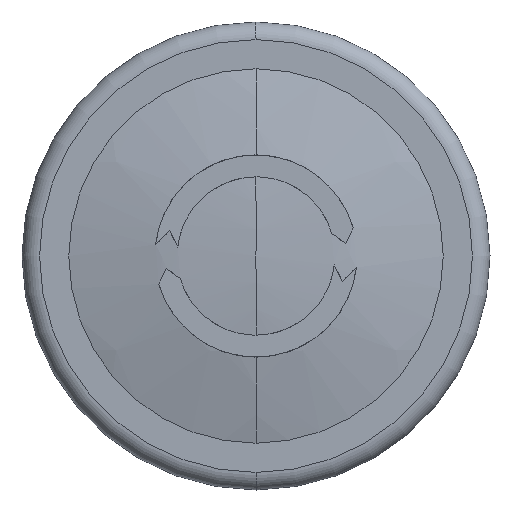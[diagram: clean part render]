
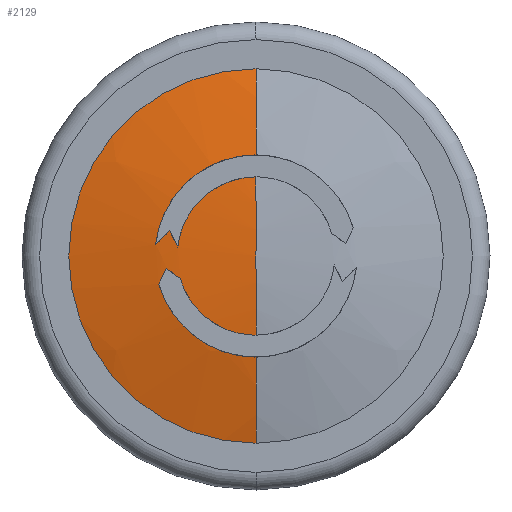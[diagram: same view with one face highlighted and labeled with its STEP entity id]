
A CAD part, left-side view. The second image highlights one B-rep face of the part: STEP entity #2129.
In plain terms, the highlighted spherical face has radius 90.915 mm.
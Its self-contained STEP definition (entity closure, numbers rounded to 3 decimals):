
#1683=CARTESIAN_POINT('POINT671',(-32.263,
   11.086,3.251));
#1684=VERTEX_POINT('VERTEX671',#1683);
#1685=CARTESIAN_POINT('POINT672',(-32.07,
   12.883,1.471));
#1686=VERTEX_POINT('VERTEX672',#1685);
#1687=CARTESIAN_POINT('POS1062',(57.915,
   7.115,7.184));
#1688=DIRECTION('DIR1685',(0.,-0.704,
   -0.71));
#1689=DIRECTION('DIR1686',(0.,-0.71,
   0.704));
#1690=AXIS2_PLACEMENT_3D('AXIS624',#1687,#1688,#1689);
#1691=CIRCLE('ELLIPSE335',#1690,90.35);
#1692=EDGE_CURVE('EDGE1001',#1684,#1686,#1691,.T.);
#1715=CARTESIAN_POINT('POINT673',(-32.439,
   10.02,1.144));
#1716=VERTEX_POINT('VERTEX673',#1715);
#1717=CARTESIAN_POINT('POS1066',(57.915,
   7.517,-3.803));
#1718=DIRECTION('DIR1691',(0.,0.892,
   -0.451));
#1719=DIRECTION('DIR1692',(0.,-0.451,
   -0.892));
#1720=AXIS2_PLACEMENT_3D('AXIS626',#1717,#1718,#1719);
#1721=CIRCLE('ELLIPSE336',#1720,90.523);
#1722=EDGE_CURVE('EDGE1004',#1716,#1684,#1721,.T.);
#1740=CARTESIAN_POINT('POINT674',(-32.258,
   11.484,-1.577));
#1741=VERTEX_POINT('VERTEX674',#1740);
#1742=CARTESIAN_POINT('POINT675',(-32.433,
   9.716,-2.898));
#1743=VERTEX_POINT('VERTEX675',#1742);
#1744=CARTESIAN_POINT('POS1069',(57.915,
   4.871,-6.518));
#1745=DIRECTION('DIR1696',(0.,-0.599
   ,0.801));
#1746=DIRECTION('DIR1697',(0.,0.801,
   0.599));
#1747=AXIS2_PLACEMENT_3D('AXIS628',#1744,#1745,#1746);
#1748=CIRCLE('ELLIPSE337',#1747,90.55);
#1749=EDGE_CURVE('EDGE1006',#1741,#1743,#1748,.T.);
#1772=CARTESIAN_POINT('POINT676',(-32.07,
   12.456,-3.604));
#1773=VERTEX_POINT('VERTEX676',#1772);
#1774=CARTESIAN_POINT('POS1073',(57.915,
   8.724,4.182));
#1775=DIRECTION('DIR1702',(0.,0.902,
   0.432));
#1776=DIRECTION('DIR1703',(0.,0.432,
   -0.902));
#1777=AXIS2_PLACEMENT_3D('AXIS630',#1774,#1775,#1776);
#1778=CIRCLE('ELLIPSE338',#1777,90.398);
#1779=EDGE_CURVE('EDGE1009',#1773,#1741,#1778,.T.);
#1799=CARTESIAN_POINT('POINT678',(-32.07,
   0.,-12.967));
#1800=VERTEX_POINT('VERTEX678',#1799);
#1801=CARTESIAN_POINT('POS1076',(-32.07,
   0.,0.));
#1802=DIRECTION('DIR1707',(1.,0.,
   0.));
#1803=DIRECTION('DIR1708',(0.,0.961,
   -0.278));
#1804=AXIS2_PLACEMENT_3D('AXIS632',#1801,#1802,#1803);
#1805=CIRCLE('ELLIPSE339',#1804,12.967);
#1816=EDGE_CURVE('EDGE1013',#1800,#1773,#1805,.T.);
#1876=CARTESIAN_POINT('POINT681',(-32.432,
   0.,-10.14));
#1877=VERTEX_POINT('VERTEX681',#1876);
#1878=B_SPLINE_CURVE_WITH_KNOTS('SPLINE_CRV17',3,(#1879,#1880,#1881,
   #1882,#1883,#1884,#1885,#1886,#1887,#1888),.UNSPECIFIED.,.F.,.F.,(4,2
   ,2,2,4),(-1.047,-0.899,
   -0.749,-0.599,-0.556)
   ,.UNSPECIFIED.);
#1879=CARTESIAN_POINT('',(-32.433,9.716,
   -2.898));
#1880=CARTESIAN_POINT('',(-32.432,9.338,
   -4.176));
#1881=CARTESIAN_POINT('',(-32.432,8.695,
   -5.374));
#1882=CARTESIAN_POINT('',(-32.432,7.117,
   -7.344));
#1883=CARTESIAN_POINT('',(-32.431,6.073,
   -8.241));
#1884=CARTESIAN_POINT('',(-32.432,3.712,
   -9.54));
#1885=CARTESIAN_POINT('',(-32.432,2.394,
   -9.94));
#1886=CARTESIAN_POINT('',(-32.432,0.763,
   -10.12));
#1887=CARTESIAN_POINT('',(-32.432,0.384,
   -10.141));
#1888=CARTESIAN_POINT('',(-32.432,0.,
   -10.14));
#1889=EDGE_CURVE('EDGE1018',#1743,#1877,#1878,.T.);
#1917=CARTESIAN_POINT('POINT683',(-32.432,
   0.,10.14));
#1918=VERTEX_POINT('VERTEX683',#1917);
#1940=B_SPLINE_CURVE_WITH_KNOTS('SPLINE_CRV20',3,(#1941,#1942,#1943,
   #1944,#1945,#1946,#1947,#1948,#1949,#1950),.UNSPECIFIED.,.F.,.F.,(4,2
   ,2,2,4),(-0.556,-0.45,
   -0.3,-0.15,0.),.UNSPECIFIED.
   );
#1941=CARTESIAN_POINT('',(-32.432,0.,
   10.14));
#1942=CARTESIAN_POINT('',(-32.433,0.926,
   10.138));
#1943=CARTESIAN_POINT('',(-32.433,1.88,
   10.005));
#1944=CARTESIAN_POINT('',(-32.434,4.089,
   9.363));
#1945=CARTESIAN_POINT('',(-32.434,5.304,
   8.715));
#1946=CARTESIAN_POINT('',(-32.436,7.284,
   7.128));
#1947=CARTESIAN_POINT('',(-32.436,8.182,
   6.084));
#1948=CARTESIAN_POINT('',(-32.437,9.48,
   3.722));
#1949=CARTESIAN_POINT('',(-32.438,9.881,
   2.405));
#1950=CARTESIAN_POINT('',(-32.439,10.02,
   1.144));
#1951=EDGE_CURVE('EDGE1022',#1918,#1716,#1940,.T.);
#2011=CARTESIAN_POINT('POINT686',(-32.07,
   0.,12.967));
#2012=VERTEX_POINT('VERTEX686',#2011);
#2013=CARTESIAN_POINT('POS1094',(-32.07,
   0.,0.));
#2014=DIRECTION('DIR1737',(1.,0.,
   0.));
#2015=DIRECTION('DIR1738',(0.,-0.961,
   0.278));
#2016=AXIS2_PLACEMENT_3D('AXIS644',#2013,#2014,#2015);
#2017=CIRCLE('ELLIPSE344',#2016,12.967);
#2018=EDGE_CURVE('EDGE1027',#1686,#2012,#2017,.T.);
#2073=CARTESIAN_POINT('POINT689',(-29.775,0.,
   24.));
#2074=VERTEX_POINT('VERTEX689',#2073);
#2075=CARTESIAN_POINT('POS1100',(57.915,
   0.,0.));
#2076=DIRECTION('DIR1747',(0.,-1.,
   0.));
#2077=DIRECTION('DIR1748',(0.,0.,1.));
#2078=AXIS2_PLACEMENT_3D('AXIS648',#2075,#2076,#2077);
#2079=CIRCLE('ELLIPSE346',#2078,90.914);
#2080=EDGE_CURVE('EDGE1033',#2074,#2012,#2079,.T.);
#2081=ORIENTED_EDGE('COEDGE2047',*,*,#2080,.F.);
#2082=CARTESIAN_POINT('POINT690',(-29.775,0.,
   -24.));
#2083=VERTEX_POINT('VERTEX690',#2082);
#2084=CARTESIAN_POINT('POS1101',(-29.775,0.,
   0.));
#2085=DIRECTION('DIR1749',(1.,0.,0.));
#2086=DIRECTION('DIR1750',(0.,0.,
   1.));
#2087=AXIS2_PLACEMENT_3D('AXIS649',#2084,#2085,#2086);
#2088=CIRCLE('ELLIPSE347',#2087,24.);
#2089=EDGE_CURVE('EDGE1034',#2083,#2074,#2088,.T.);
#2090=ORIENTED_EDGE('COEDGE2048',*,*,#2089,.F.);
#2091=CARTESIAN_POINT('POS1102',(57.915,
   0.,0.));
#2092=DIRECTION('DIR1751',(0.,-1.,
   0.));
#2093=DIRECTION('DIR1752',(0.,0.,1.));
#2094=AXIS2_PLACEMENT_3D('AXIS650',#2091,#2092,#2093);
#2095=CIRCLE('ELLIPSE348',#2094,90.914);
#2096=EDGE_CURVE('EDGE1035',#1800,#2083,#2095,.T.);
#2097=ORIENTED_EDGE('COEDGE2049',*,*,#2096,.F.);
#2098=ORIENTED_EDGE('COEDGE2050',*,*,#1816,.T.);
#2099=ORIENTED_EDGE('COEDGE2051',*,*,#1779,.T.);
#2100=ORIENTED_EDGE('COEDGE2052',*,*,#1749,.T.);
#2101=ORIENTED_EDGE('COEDGE2053',*,*,#1889,.T.);
#2102=CARTESIAN_POINT('POINT691',(-33.,0.,
   0.));
#2103=VERTEX_POINT('VERTEX691',#2102);
#2104=CARTESIAN_POINT('POS1103',(57.915,
   0.,0.));
#2105=DIRECTION('DIR1753',(0.,-1.,
   0.));
#2106=DIRECTION('DIR1754',(0.,0.,1.));
#2107=AXIS2_PLACEMENT_3D('AXIS651',#2104,#2105,#2106);
#2108=CIRCLE('ELLIPSE349',#2107,90.914);
#2109=EDGE_CURVE('EDGE1036',#2103,#1877,#2108,.T.);
#2110=ORIENTED_EDGE('COEDGE2054',*,*,#2109,.F.);
#2111=CARTESIAN_POINT('POS1104',(57.915,
   0.,0.));
#2112=DIRECTION('DIR1755',(0.,-1.,
   0.));
#2113=DIRECTION('DIR1756',(0.,0.,1.));
#2114=AXIS2_PLACEMENT_3D('AXIS652',#2111,#2112,#2113);
#2115=CIRCLE('ELLIPSE350',#2114,90.914);
#2116=EDGE_CURVE('EDGE1037',#1918,#2103,#2115,.T.);
#2117=ORIENTED_EDGE('COEDGE2055',*,*,#2116,.F.);
#2118=ORIENTED_EDGE('COEDGE2056',*,*,#1951,.T.);
#2119=ORIENTED_EDGE('COEDGE2057',*,*,#1722,.T.);
#2120=ORIENTED_EDGE('COEDGE2058',*,*,#1692,.T.);
#2121=ORIENTED_EDGE('COEDGE2059',*,*,#2018,.T.);
#2122=EDGE_LOOP('NONE',(#2081,#2090,#2097,#2098,#2099,#2100,#2101,#2110,
   #2117,#2118,#2119,#2120,#2121));
#2123=FACE_BOUND('LOOP1',#2122,.T.);
#2124=CARTESIAN_POINT('POS1105',(57.915,
   0.,0.));
#2125=DIRECTION('DIR1757',(0.,0.,1.));
#2126=DIRECTION('DIR1758',(1.,0.,0.));
#2127=AXIS2_PLACEMENT_3D('AXIS653',#2124,#2125,#2126);
#2128=SPHERICAL_SURFACE('SPHERE_SURF5',#2127,90.914);
#2129=ADVANCED_FACE('FACE394',(#2123),#2128,.T.);
